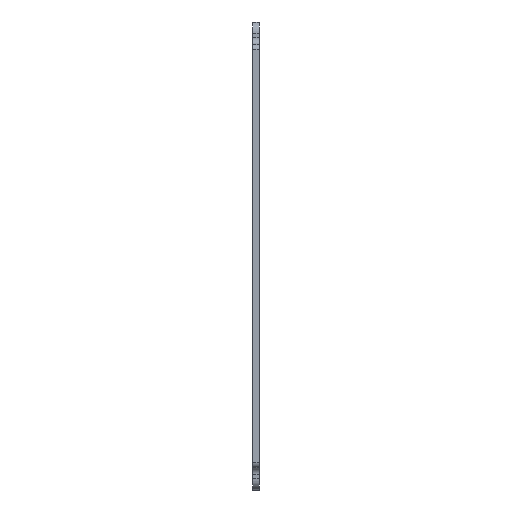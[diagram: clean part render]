
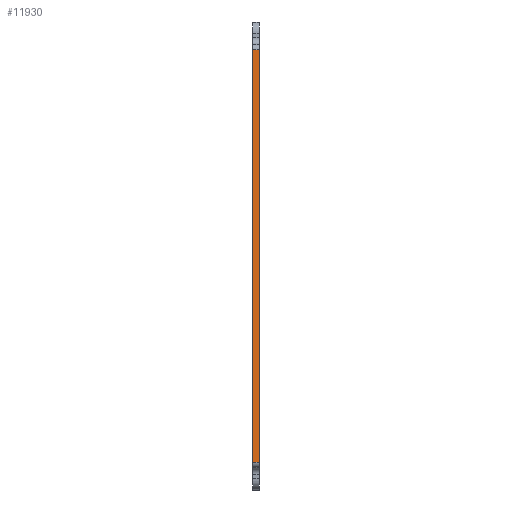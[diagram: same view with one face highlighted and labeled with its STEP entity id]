
A CAD part, left-side view. The second image highlights one B-rep face of the part: STEP entity #11930.
In plain terms, the highlighted planar face has unit normal (-1, 0, 0).
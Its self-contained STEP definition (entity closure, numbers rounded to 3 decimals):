
#179=PLANE('',#12574);
#494=FACE_OUTER_BOUND('',#1106,.T.);
#1106=EDGE_LOOP('',(#8039,#8040,#8041,#8042));
#1907=LINE('',#17603,#3125);
#1908=LINE('',#17606,#3126);
#1909=LINE('',#17608,#3127);
#1910=LINE('',#17609,#3128);
#3125=VECTOR('',#13909,10.);
#3126=VECTOR('',#13912,10.);
#3127=VECTOR('',#13913,10.);
#3128=VECTOR('',#13914,10.);
#4957=VERTEX_POINT('',#17599);
#4958=VERTEX_POINT('',#17601);
#4959=VERTEX_POINT('',#17605);
#4960=VERTEX_POINT('',#17607);
#6193=EDGE_CURVE('',#4958,#4957,#1907,.T.);
#6194=EDGE_CURVE('',#4959,#4958,#1908,.T.);
#6195=EDGE_CURVE('',#4960,#4959,#1909,.T.);
#6196=EDGE_CURVE('',#4957,#4960,#1910,.T.);
#8039=ORIENTED_EDGE('',*,*,#6193,.F.);
#8040=ORIENTED_EDGE('',*,*,#6194,.F.);
#8041=ORIENTED_EDGE('',*,*,#6195,.F.);
#8042=ORIENTED_EDGE('',*,*,#6196,.F.);
#11930=ADVANCED_FACE('',(#494),#179,.T.);
#12574=AXIS2_PLACEMENT_3D('',#17604,#13910,#13911);
#13909=DIRECTION('',(0.,-1.,0.));
#13910=DIRECTION('center_axis',(-1.,0.,0.));
#13911=DIRECTION('ref_axis',(0.,0.,-1.));
#13912=DIRECTION('',(0.,0.,1.));
#13913=DIRECTION('',(0.,1.,0.));
#13914=DIRECTION('',(0.,0.,-1.));
#17599=CARTESIAN_POINT('',(0.,-1.5,94.));
#17601=CARTESIAN_POINT('',(0.,0.,94.));
#17603=CARTESIAN_POINT('',(0.,0.,94.));
#17604=CARTESIAN_POINT('Origin',(0.,0.,95.25));
#17605=CARTESIAN_POINT('',(0.,0.,1.25));
#17606=CARTESIAN_POINT('',(0.,0.,0.));
#17607=CARTESIAN_POINT('',(0.,-1.5,1.25));
#17608=CARTESIAN_POINT('',(0.,0.,1.25));
#17609=CARTESIAN_POINT('',(0.,-1.5,0.));
